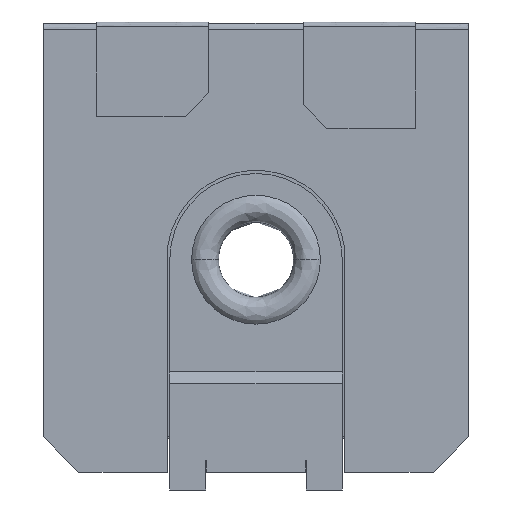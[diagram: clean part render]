
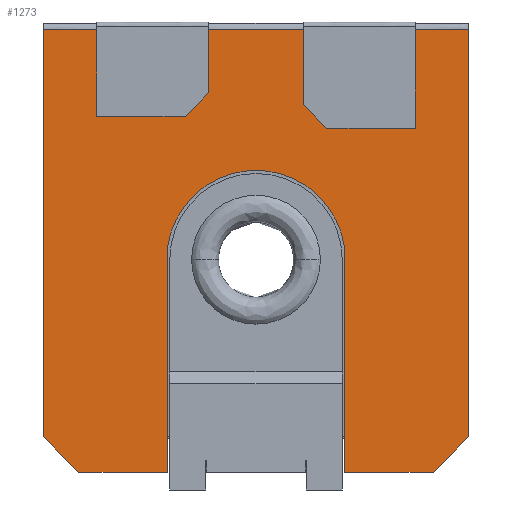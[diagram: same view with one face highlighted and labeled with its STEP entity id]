
A CAD part, front view. The second image highlights one B-rep face of the part: STEP entity #1273.
In plain terms, the highlighted free-form (B-spline) face has degree [1, 1] with [2, 2] control points.
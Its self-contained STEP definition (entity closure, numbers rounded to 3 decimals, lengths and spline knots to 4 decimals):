
#13=DIRECTION('',(0.,0.,-1.));
#14=VECTOR('',#13,3.45);
#15=CARTESIAN_POINT('',(1.8,0.,1.85));
#16=LINE('',#15,#14);
#17=DIRECTION('',(-1.,0.,0.));
#18=VECTOR('',#17,0.75);
#19=CARTESIAN_POINT('',(1.5,0.,-1.9));
#20=LINE('',#19,#18);
#21=DIRECTION('',(0.,0.,1.));
#22=VECTOR('',#21,1.9);
#23=CARTESIAN_POINT('',(0.75,0.,-1.9));
#24=LINE('',#23,#22);
#25=CARTESIAN_POINT('',(0.,0.,-0.1));
#26=DIRECTION('',(0.,-1.,0.));
#27=DIRECTION('',(0.991,0.,0.132));
#28=AXIS2_PLACEMENT_3D('',#25,#26,#27);
#29=CIRCLE('',#28,0.7566);
#30=CARTESIAN_POINT('',(-0.75,0.,-1.9));
#31=LINE('',#30,#22);
#32=LINE('',#30,#18);
#33=VECTOR('',#21,3.45);
#34=CARTESIAN_POINT('',(-1.8,0.,-1.6));
#35=LINE('',#34,#33);
#46=VECTOR('',#17,3.6);
#47=LINE('',#15,#46);
#151=DIRECTION('',(0.707,0.,-0.707));
#152=VECTOR('',#151,0.4243);
#153=LINE('',#34,#152);
#154=CARTESIAN_POINT('',(-1.5,0.,-1.9));
#166=CARTESIAN_POINT('',(-0.75,0.,0.));
#186=CARTESIAN_POINT('',(0.75,0.,0.));
#792=DIRECTION('',(0.707,0.,0.707));
#793=VECTOR('',#792,0.4243);
#794=LINE('',#19,#793);
#795=CARTESIAN_POINT('',(1.8,0.,-1.6));
#973=VERTEX_POINT('',#23);
#974=VERTEX_POINT('',#186);
#975=VERTEX_POINT('',#30);
#976=VERTEX_POINT('',#166);
#980=VERTEX_POINT('',#19);
#983=VERTEX_POINT('',#795);
#985=VERTEX_POINT('',#34);
#988=VERTEX_POINT('',#154);
#996=VERTEX_POINT('',#15);
#997=CARTESIAN_POINT('',(-1.8,0.,1.85));
#998=VERTEX_POINT('',#997);
#1246=CARTESIAN_POINT('',(-1.872,0.,1.925));
#1247=CARTESIAN_POINT('',(-1.872,0.,-1.975));
#1248=CARTESIAN_POINT('',(1.872,0.,1.925));
#1249=CARTESIAN_POINT('',(1.872,0.,-1.975));
#1250=B_SPLINE_SURFACE_WITH_KNOTS('',1,1,((#1246,#1247),(#1248,#1249)),.UNSPECIFIED.,.F.,.F.,.F.,(2,2),(2,2),(-1.872,1.872),(-1.925,1.975),.UNSPECIFIED.);
#1251=EDGE_CURVE('',#996,#998,#47,.T.);
#1252=ORIENTED_EDGE('',*,*,#1251,.F.);
#1253=EDGE_CURVE('',#996,#983,#16,.T.);
#1254=ORIENTED_EDGE('',*,*,#1253,.T.);
#1255=EDGE_CURVE('',#980,#983,#794,.T.);
#1256=ORIENTED_EDGE('',*,*,#1255,.F.);
#1257=EDGE_CURVE('',#980,#973,#20,.T.);
#1258=ORIENTED_EDGE('',*,*,#1257,.T.);
#1259=EDGE_CURVE('',#973,#974,#24,.T.);
#1260=ORIENTED_EDGE('',*,*,#1259,.T.);
#1261=EDGE_CURVE('',#974,#976,#29,.T.);
#1262=ORIENTED_EDGE('',*,*,#1261,.T.);
#1263=EDGE_CURVE('',#975,#976,#31,.T.);
#1264=ORIENTED_EDGE('',*,*,#1263,.F.);
#1265=EDGE_CURVE('',#975,#988,#32,.T.);
#1266=ORIENTED_EDGE('',*,*,#1265,.T.);
#1267=EDGE_CURVE('',#985,#988,#153,.T.);
#1268=ORIENTED_EDGE('',*,*,#1267,.F.);
#1269=EDGE_CURVE('',#985,#998,#35,.T.);
#1270=ORIENTED_EDGE('',*,*,#1269,.T.);
#1271=EDGE_LOOP('',(#1252,#1254,#1256,#1258,#1260,#1262,#1264,#1266,#1268,#1270));
#1272=FACE_OUTER_BOUND('',#1271,.F.);
#1273=ADVANCED_FACE('',(#1272),#1250,.F.);
